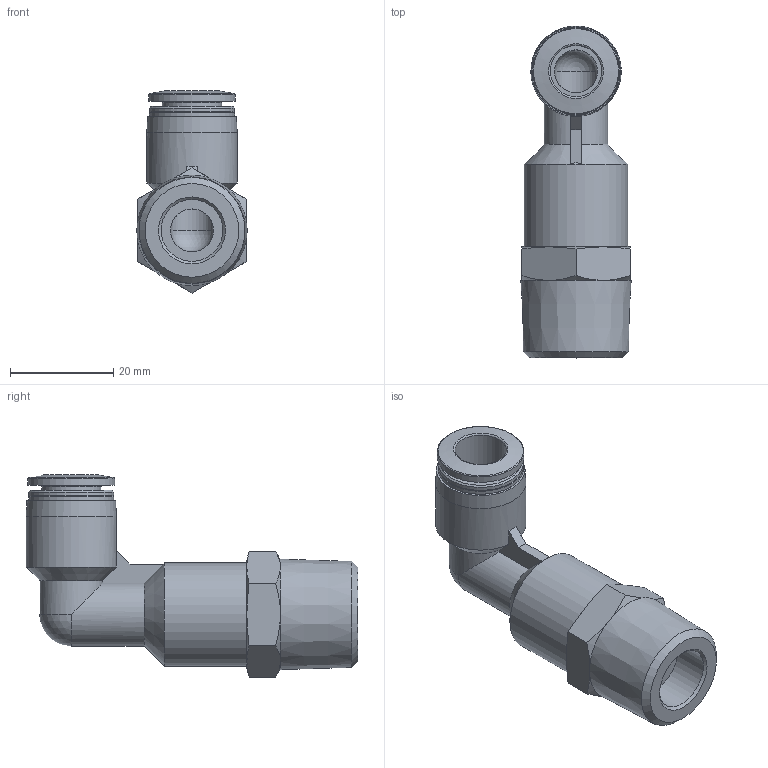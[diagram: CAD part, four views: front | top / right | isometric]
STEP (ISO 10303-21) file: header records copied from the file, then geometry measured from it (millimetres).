
FILE_DESCRIPTION(/* description */ ('STEP AP214'),/* implementation_level */ '2;1');
FILE_NAME(/* name */ '190664_QSLL-1_2-10',/* time_stamp */ '2024-09-14T09:31:31+02:00',/* author */ ('License CC BY-ND 4.0'),/* organization */ ('CADENAS'),/* preprocessor_version */ 'ST-DEVELOPER v19.3',/* originating_system */ 'PARTsolutions',/* authorisation */ ' ');
FILE_SCHEMA (('AUTOMOTIVE_DESIGN {1 0 10303 214 3 1 1}'));
Length unit declared in the file: millimetre
Products named in the file (1): 190664 QSLL-1/2-10
Bounding box: 21.38 x 64.25 x 39.12 mm (x, y, z)
Volume: 14934.1 mm3; surface area: 7692.8 mm2
Topology: 1 solids, 1 shells, 58 faces, 127 edges, 75 vertices
Faces by surface type: cone 23, plane 18, cylinder 12, torus 3, sphere 2
Full cylindrical faces by diameter (mm): 8.3 x2, 10 x1, 11.5 x1, 11.974 x1, 16.5 x2, 16.8 x1, 17.5 x1, 20 x1
Entity records: 1864 total; most frequent: CARTESIAN_POINT 313, DIRECTION 237, ORIENTED_EDGE 194, AXIS2_PLACEMENT_3D 110, EDGE_CURVE 97, EDGE_LOOP 89, FACE_BOUND 89, VERTEX_POINT 70
